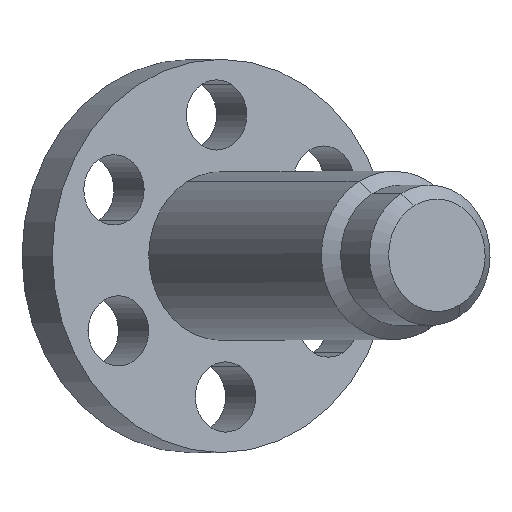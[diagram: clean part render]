
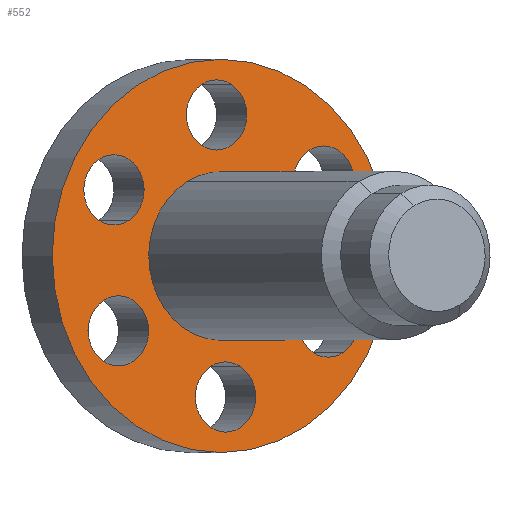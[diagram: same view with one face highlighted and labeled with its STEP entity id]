
A CAD part, top view. The second image highlights one B-rep face of the part: STEP entity #552.
In plain terms, the highlighted planar face has unit normal (0.512, 0, 0.859).
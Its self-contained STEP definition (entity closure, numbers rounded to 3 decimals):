
#42=CARTESIAN_POINT('Vertex',(-140.008,188.409,656.663)) ;
#56=CARTESIAN_POINT('Vertex',(-137.861,188.409,655.382)) ;
#59=CARTESIAN_POINT('Axis2P3D Location',(-138.934,188.409,656.023)) ;
#76=CARTESIAN_POINT('Axis2P3D Location',(-138.934,188.409,656.023)) ;
#106=CARTESIAN_POINT('Vertex',(-135.279,184.08,653.842)) ;
#109=CARTESIAN_POINT('Axis2P3D Location',(-135.279,191.08,653.842)) ;
#113=CARTESIAN_POINT('Vertex',(-135.279,198.08,653.842)) ;
#133=CARTESIAN_POINT('Axis2P3D Location',(-135.279,191.08,653.842)) ;
#154=CARTESIAN_POINT('Vertex',(-134.044,188.448,653.105)) ;
#170=CARTESIAN_POINT('Vertex',(-136.514,193.713,654.579)) ;
#173=CARTESIAN_POINT('Axis2P3D Location',(-135.279,191.08,653.842)) ;
#190=CARTESIAN_POINT('Axis2P3D Location',(-135.279,191.08,653.842)) ;
#445=CARTESIAN_POINT('Axis2P3D Location',(-135.279,191.08,653.842)) ;
#462=CARTESIAN_POINT('Axis2P3D Location',(-135.12,186.059,653.747)) ;
#466=CARTESIAN_POINT('Vertex',(-135.657,184.976,654.067)) ;
#468=CARTESIAN_POINT('Vertex',(-134.583,187.141,653.427)) ;
#471=CARTESIAN_POINT('Axis2P3D Location',(-135.12,186.059,653.747)) ;
#480=CARTESIAN_POINT('Axis2P3D Location',(-131.465,188.73,651.567)) ;
#484=CARTESIAN_POINT('Vertex',(-130.928,187.648,651.247)) ;
#486=CARTESIAN_POINT('Vertex',(-132.002,189.813,651.887)) ;
#489=CARTESIAN_POINT('Axis2P3D Location',(-131.465,188.73,651.567)) ;
#498=CARTESIAN_POINT('Axis2P3D Location',(-131.624,193.752,651.662)) ;
#502=CARTESIAN_POINT('Vertex',(-130.551,193.752,651.021)) ;
#504=CARTESIAN_POINT('Vertex',(-132.698,193.752,652.302)) ;
#507=CARTESIAN_POINT('Axis2P3D Location',(-131.624,193.752,651.662)) ;
#516=CARTESIAN_POINT('Axis2P3D Location',(-135.438,196.102,653.937)) ;
#520=CARTESIAN_POINT('Vertex',(-134.902,197.184,653.617)) ;
#522=CARTESIAN_POINT('Vertex',(-135.975,195.019,654.257)) ;
#525=CARTESIAN_POINT('Axis2P3D Location',(-135.438,196.102,653.937)) ;
#534=CARTESIAN_POINT('Axis2P3D Location',(-139.093,193.431,656.118)) ;
#538=CARTESIAN_POINT('Vertex',(-139.63,194.513,656.438)) ;
#540=CARTESIAN_POINT('Vertex',(-138.557,192.348,655.797)) ;
#543=CARTESIAN_POINT('Axis2P3D Location',(-139.093,193.431,656.118)) ;
#60=DIRECTION('Axis2P3D Direction',(-0.512,0.,-0.859)) ;
#77=DIRECTION('Axis2P3D Direction',(-0.512,0.,-0.859)) ;
#110=DIRECTION('Axis2P3D Direction',(0.512,0.,0.859)) ;
#134=DIRECTION('Axis2P3D Direction',(0.512,0.,0.859)) ;
#174=DIRECTION('Axis2P3D Direction',(0.512,0.,0.859)) ;
#191=DIRECTION('Axis2P3D Direction',(0.512,0.,0.859)) ;
#446=DIRECTION('Axis2P3D Direction',(-0.512,0.,-0.859)) ;
#447=DIRECTION('Axis2P3D XDirection',(0.,-1.,0.)) ;
#463=DIRECTION('Axis2P3D Direction',(-0.512,0.,-0.859)) ;
#472=DIRECTION('Axis2P3D Direction',(-0.512,0.,-0.859)) ;
#481=DIRECTION('Axis2P3D Direction',(-0.512,0.,-0.859)) ;
#490=DIRECTION('Axis2P3D Direction',(-0.512,0.,-0.859)) ;
#499=DIRECTION('Axis2P3D Direction',(-0.512,0.,-0.859)) ;
#508=DIRECTION('Axis2P3D Direction',(-0.512,0.,-0.859)) ;
#517=DIRECTION('Axis2P3D Direction',(-0.512,0.,-0.859)) ;
#526=DIRECTION('Axis2P3D Direction',(-0.512,0.,-0.859)) ;
#535=DIRECTION('Axis2P3D Direction',(-0.512,0.,-0.859)) ;
#544=DIRECTION('Axis2P3D Direction',(-0.512,0.,-0.859)) ;
#61=AXIS2_PLACEMENT_3D('Circle Axis2P3D',#59,#60,$) ;
#78=AXIS2_PLACEMENT_3D('Circle Axis2P3D',#76,#77,$) ;
#111=AXIS2_PLACEMENT_3D('Circle Axis2P3D',#109,#110,$) ;
#135=AXIS2_PLACEMENT_3D('Circle Axis2P3D',#133,#134,$) ;
#175=AXIS2_PLACEMENT_3D('Circle Axis2P3D',#173,#174,$) ;
#192=AXIS2_PLACEMENT_3D('Circle Axis2P3D',#190,#191,$) ;
#448=AXIS2_PLACEMENT_3D('Plane Axis2P3D',#445,#446,#447) ;
#464=AXIS2_PLACEMENT_3D('Circle Axis2P3D',#462,#463,$) ;
#473=AXIS2_PLACEMENT_3D('Circle Axis2P3D',#471,#472,$) ;
#482=AXIS2_PLACEMENT_3D('Circle Axis2P3D',#480,#481,$) ;
#491=AXIS2_PLACEMENT_3D('Circle Axis2P3D',#489,#490,$) ;
#500=AXIS2_PLACEMENT_3D('Circle Axis2P3D',#498,#499,$) ;
#509=AXIS2_PLACEMENT_3D('Circle Axis2P3D',#507,#508,$) ;
#518=AXIS2_PLACEMENT_3D('Circle Axis2P3D',#516,#517,$) ;
#527=AXIS2_PLACEMENT_3D('Circle Axis2P3D',#525,#526,$) ;
#536=AXIS2_PLACEMENT_3D('Circle Axis2P3D',#534,#535,$) ;
#545=AXIS2_PLACEMENT_3D('Circle Axis2P3D',#543,#544,$) ;
#62=CIRCLE('generated circle',#61,1.25) ;
#79=CIRCLE('generated circle',#78,1.25) ;
#112=CIRCLE('generated circle',#111,7.) ;
#136=CIRCLE('generated circle',#135,7.) ;
#176=CIRCLE('generated circle',#175,3.) ;
#193=CIRCLE('generated circle',#192,3.) ;
#465=CIRCLE('generated circle',#464,1.25) ;
#474=CIRCLE('generated circle',#473,1.25) ;
#483=CIRCLE('generated circle',#482,1.25) ;
#492=CIRCLE('generated circle',#491,1.25) ;
#501=CIRCLE('generated circle',#500,1.25) ;
#510=CIRCLE('generated circle',#509,1.25) ;
#519=CIRCLE('generated circle',#518,1.25) ;
#528=CIRCLE('generated circle',#527,1.25) ;
#537=CIRCLE('generated circle',#536,1.25) ;
#546=CIRCLE('generated circle',#545,1.25) ;
#449=PLANE('',#448) ;
#457=FACE_BOUND('',#454,.T.) ;
#461=FACE_BOUND('',#458,.T.) ;
#479=FACE_BOUND('',#476,.T.) ;
#497=FACE_BOUND('',#494,.T.) ;
#515=FACE_BOUND('',#512,.T.) ;
#533=FACE_BOUND('',#530,.T.) ;
#551=FACE_BOUND('',#548,.T.) ;
#63=EDGE_CURVE('',#43,#57,#62,.T.) ;
#80=EDGE_CURVE('',#57,#43,#79,.T.) ;
#115=EDGE_CURVE('',#114,#107,#112,.T.) ;
#137=EDGE_CURVE('',#107,#114,#136,.T.) ;
#177=EDGE_CURVE('',#155,#171,#176,.F.) ;
#194=EDGE_CURVE('',#171,#155,#193,.F.) ;
#470=EDGE_CURVE('',#467,#469,#465,.T.) ;
#475=EDGE_CURVE('',#469,#467,#474,.T.) ;
#488=EDGE_CURVE('',#485,#487,#483,.T.) ;
#493=EDGE_CURVE('',#487,#485,#492,.T.) ;
#506=EDGE_CURVE('',#503,#505,#501,.T.) ;
#511=EDGE_CURVE('',#505,#503,#510,.T.) ;
#524=EDGE_CURVE('',#521,#523,#519,.T.) ;
#529=EDGE_CURVE('',#523,#521,#528,.T.) ;
#542=EDGE_CURVE('',#539,#541,#537,.T.) ;
#547=EDGE_CURVE('',#541,#539,#546,.T.) ;
#450=EDGE_LOOP('',(#451,#452)) ;
#454=EDGE_LOOP('',(#455,#456)) ;
#458=EDGE_LOOP('',(#459,#460)) ;
#476=EDGE_LOOP('',(#477,#478)) ;
#494=EDGE_LOOP('',(#495,#496)) ;
#512=EDGE_LOOP('',(#513,#514)) ;
#530=EDGE_LOOP('',(#531,#532)) ;
#548=EDGE_LOOP('',(#549,#550)) ;
#451=ORIENTED_EDGE('',*,*,#137,.T.) ;
#452=ORIENTED_EDGE('',*,*,#115,.T.) ;
#455=ORIENTED_EDGE('',*,*,#63,.T.) ;
#456=ORIENTED_EDGE('',*,*,#80,.T.) ;
#459=ORIENTED_EDGE('',*,*,#194,.T.) ;
#460=ORIENTED_EDGE('',*,*,#177,.T.) ;
#477=ORIENTED_EDGE('',*,*,#470,.T.) ;
#478=ORIENTED_EDGE('',*,*,#475,.T.) ;
#495=ORIENTED_EDGE('',*,*,#488,.T.) ;
#496=ORIENTED_EDGE('',*,*,#493,.T.) ;
#513=ORIENTED_EDGE('',*,*,#506,.T.) ;
#514=ORIENTED_EDGE('',*,*,#511,.T.) ;
#531=ORIENTED_EDGE('',*,*,#524,.T.) ;
#532=ORIENTED_EDGE('',*,*,#529,.T.) ;
#549=ORIENTED_EDGE('',*,*,#542,.T.) ;
#550=ORIENTED_EDGE('',*,*,#547,.T.) ;
#43=VERTEX_POINT('',#42) ;
#57=VERTEX_POINT('',#56) ;
#107=VERTEX_POINT('',#106) ;
#114=VERTEX_POINT('',#113) ;
#155=VERTEX_POINT('',#154) ;
#171=VERTEX_POINT('',#170) ;
#467=VERTEX_POINT('',#466) ;
#469=VERTEX_POINT('',#468) ;
#485=VERTEX_POINT('',#484) ;
#487=VERTEX_POINT('',#486) ;
#503=VERTEX_POINT('',#502) ;
#505=VERTEX_POINT('',#504) ;
#521=VERTEX_POINT('',#520) ;
#523=VERTEX_POINT('',#522) ;
#539=VERTEX_POINT('',#538) ;
#541=VERTEX_POINT('',#540) ;
#552=ADVANCED_FACE('goujon_cfralu615_0_7.2\\goujon_cfralu615_0_7',(#453,#457,#461,#479,#497,#515,#533,#551),#449,.F.) ;
#453=FACE_OUTER_BOUND('',#450,.T.) ;
